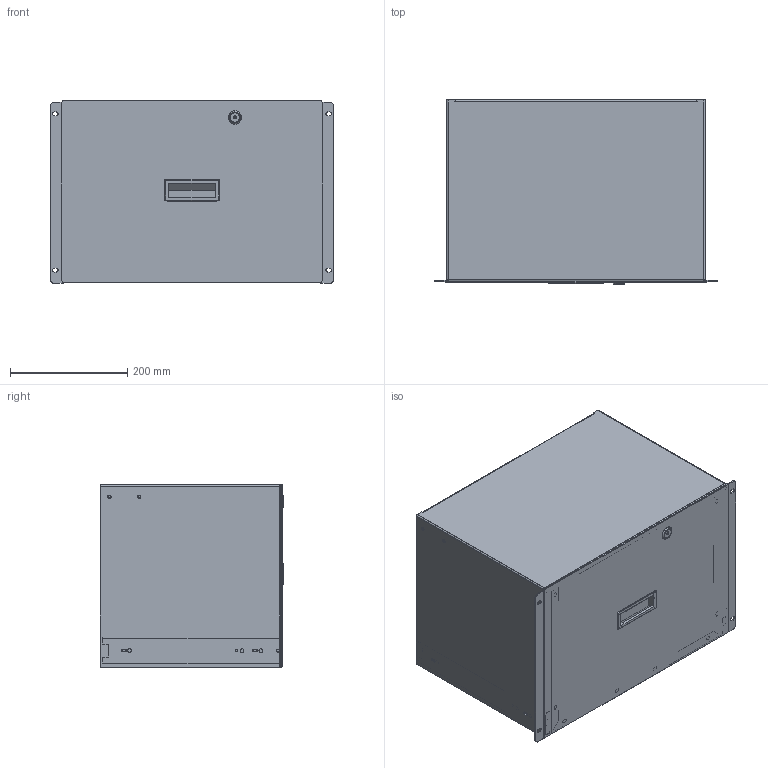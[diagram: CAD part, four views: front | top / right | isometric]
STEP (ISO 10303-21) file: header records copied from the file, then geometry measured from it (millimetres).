
FILE_DESCRIPTION (( 'STEP AP203' ), '1' );
FILE_NAME ('RDRW1901212BK1.step', '2020-11-12T13:56:39', ( 'ADC123' ), ( 'Microsoft' ), 'SwSTEP 2.0', 'SolidWorks 2019', '' );
FILE_SCHEMA (( 'CONFIG_CONTROL_DESIGN' ));
Length unit declared in the file: inch
Products named in the file (1): RDRW1901212BK1
Bounding box: 482.6 x 313.61 x 311.15 mm (x, y, z)
Volume: 1634171.5 mm3; surface area: 2097304.2 mm2
Topology: 24 solids, 24 shells, 715 faces, 1837 edges, 1189 vertices
Faces by surface type: plane 408, cylinder 273, bspline 22, cone 10, torus 2
Full cylindrical faces by diameter (mm): 3.886 x1, 4.14 x4, 4.166 x12, 4.369 x4, 4.572 x6, 4.763 x4, 5.969 x4, 6.35 x14, 13.97 x1, 15.875 x1, 22.86 x1
Entity records: 24194 total; most frequent: CARTESIAN_POINT 6866, ORIENTED_EDGE 3528, DIRECTION 3462, EDGE_CURVE 1764, VERTEX_POINT 1178, AXIS2_PLACEMENT_3D 1157, VECTOR 1148, LINE 1148
